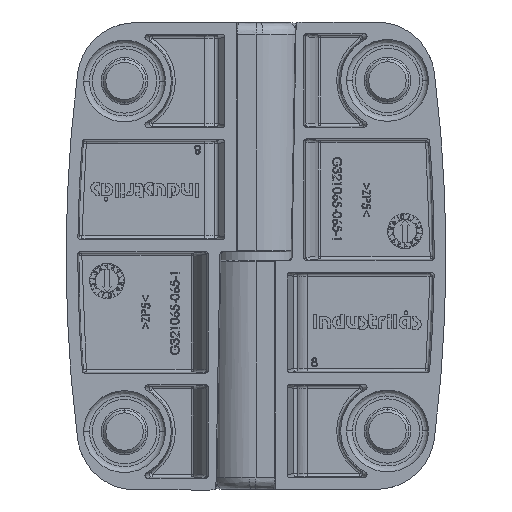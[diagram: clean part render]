
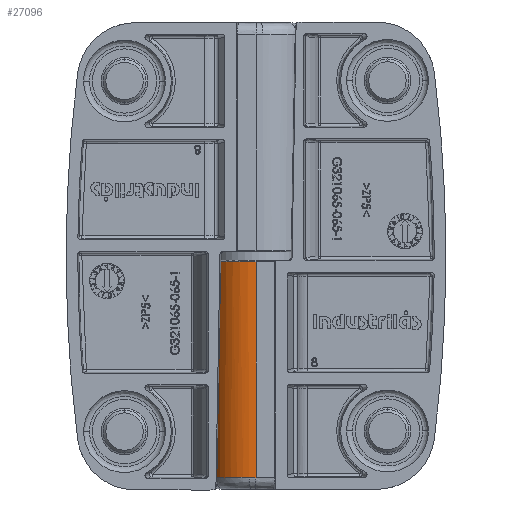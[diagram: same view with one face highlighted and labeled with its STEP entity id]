
A CAD part, front view. The second image highlights one B-rep face of the part: STEP entity #27096.
In plain terms, the highlighted cylindrical face has radius 8 mm (diameter 16 mm), a partial arc.
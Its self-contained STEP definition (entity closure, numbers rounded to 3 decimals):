
#12413 = CARTESIAN_POINT ( 'NONE',  ( 0., -8., -37.963 ) ) ;
#13026 = AXIS2_PLACEMENT_3D ( 'NONE', #13100, #13097, #13095 ) ;
#13028 = CYLINDRICAL_SURFACE ( 'NONE', #13026, 8. ) ;
#13030 = FACE_OUTER_BOUND ( 'NONE', #27097, .T. ) ;
#13087 = CARTESIAN_POINT ( 'NONE',  ( 0., -8., -1. ) ) ;
#13089 = DIRECTION ( 'NONE',  ( 0., 0., 1. ) ) ;
#13091 = VECTOR ( 'NONE', #13089, 1000. ) ;
#13093 = CARTESIAN_POINT ( 'NONE',  ( 0., -8., 40. ) ) ;
#13094 = LINE ( 'NONE', #13093, #13091 ) ;
#13095 = DIRECTION ( 'NONE',  ( -1., 0., 0. ) ) ;
#13097 = DIRECTION ( 'NONE',  ( 0., 0., -1. ) ) ;
#13100 = CARTESIAN_POINT ( 'NONE',  ( 0., 0., 40. ) ) ;
#13194 = B_SPLINE_CURVE_WITH_KNOTS ( 'NONE', 3,
 ( #13303, #13302, #13301, #13300 ),
 .UNSPECIFIED., .F., .F.,
 ( 4, 4 ),
 ( 0., 1. ),
 .UNSPECIFIED. ) ;
#13219 = DIRECTION ( 'NONE',  ( -1., 0., 0. ) ) ;
#13221 = DIRECTION ( 'NONE',  ( 0., 0., 1. ) ) ;
#13223 = CARTESIAN_POINT ( 'NONE',  ( 0., 0., -1. ) ) ;
#13224 = AXIS2_PLACEMENT_3D ( 'NONE', #13223, #13221, #13219 ) ;
#13225 = CIRCLE ( 'NONE', #13224, 8. ) ;
#13300 = CARTESIAN_POINT ( 'NONE',  ( 0., -8., -37.963 ) ) ;
#13301 = CARTESIAN_POINT ( 'NONE',  ( -0.381, -8., -37.959 ) ) ;
#13302 = CARTESIAN_POINT ( 'NONE',  ( -0.761, -7.973, -37.956 ) ) ;
#13303 = CARTESIAN_POINT ( 'NONE',  ( -1.138, -7.919, -37.952 ) ) ;
#17454 = CARTESIAN_POINT ( 'NONE',  ( -1.138, -7.919, -37.952 ) ) ;
#17529 = CARTESIAN_POINT ( 'NONE',  ( -1.138, -7.919, -37.952 ) ) ;
#17531 = CARTESIAN_POINT ( 'NONE',  ( -1.673, -7.842, -37.953 ) ) ;
#17533 = CARTESIAN_POINT ( 'NONE',  ( -2.216, -7.708, -37.954 ) ) ;
#17535 = CARTESIAN_POINT ( 'NONE',  ( -3.29, -7.315, -37.957 ) ) ;
#17537 = CARTESIAN_POINT ( 'NONE',  ( -3.821, -7.055, -37.958 ) ) ;
#17538 = CARTESIAN_POINT ( 'NONE',  ( -4.835, -6.402, -37.963 ) ) ;
#17540 = CARTESIAN_POINT ( 'NONE',  ( -5.318, -6.01, -37.965 ) ) ;
#17542 = CARTESIAN_POINT ( 'NONE',  ( -6.199, -5.097, -37.971 ) ) ;
#17544 = CARTESIAN_POINT ( 'NONE',  ( -6.596, -4.576, -37.974 ) ) ;
#17546 = CARTESIAN_POINT ( 'NONE',  ( -6.928, -4., -37.978 ) ) ;
#17558 = B_SPLINE_CURVE_WITH_KNOTS ( 'NONE', 3,
 ( #17546, #17544, #17542, #17540, #17538, #17537, #17535, #17533, #17531, #17529 ),
 .UNSPECIFIED., .F., .F.,
 ( 4, 2, 2, 2, 4 ),
 ( 0., 0.25, 0.5, 0.75, 1. ),
 .UNSPECIFIED. ) ;
#19774 = CARTESIAN_POINT ( 'NONE',  ( -6.928, -4., -1. ) ) ;
#20322 = CARTESIAN_POINT ( 'NONE',  ( -6.928, -4., -37.978 ) ) ;
#20334 = DIRECTION ( 'NONE',  ( 0., 0., 1. ) ) ;
#20336 = VECTOR ( 'NONE', #20334, 1000. ) ;
#20337 = CARTESIAN_POINT ( 'NONE',  ( -6.928, -4., 40. ) ) ;
#20339 = LINE ( 'NONE', #20337, #20336 ) ;
#27058 = VERTEX_POINT ( 'NONE', #12413 ) ;
#27096 = ADVANCED_FACE ( 'NONE', ( #13030 ), #13028, .T. ) ;
#27097 = EDGE_LOOP ( 'NONE', ( #27098, #27101, #27102, #27105, #27107 ) ) ;
#27098 = ORIENTED_EDGE ( 'NONE', *, *, #46489, .T. ) ;
#27101 = ORIENTED_EDGE ( 'NONE', *, *, #27113, .T. ) ;
#27102 = ORIENTED_EDGE ( 'NONE', *, *, #27103, .T. ) ;
#27103 = EDGE_CURVE ( 'NONE', #27058, #27104, #13094, .T. ) ;
#27104 = VERTEX_POINT ( 'NONE', #13087 ) ;
#27105 = ORIENTED_EDGE ( 'NONE', *, *, #27106, .F. ) ;
#27106 = EDGE_CURVE ( 'NONE', #46915, #27104, #13225, .T. ) ;
#27107 = ORIENTED_EDGE ( 'NONE', *, *, #47002, .F. ) ;
#27113 = EDGE_CURVE ( 'NONE', #46486, #27058, #13194, .T. ) ;
#46486 = VERTEX_POINT ( 'NONE', #17454 ) ;
#46489 = EDGE_CURVE ( 'NONE', #47011, #46486, #17558, .T. ) ;
#46915 = VERTEX_POINT ( 'NONE', #19774 ) ;
#47002 = EDGE_CURVE ( 'NONE', #47011, #46915, #20339, .T. ) ;
#47011 = VERTEX_POINT ( 'NONE', #20322 ) ;
